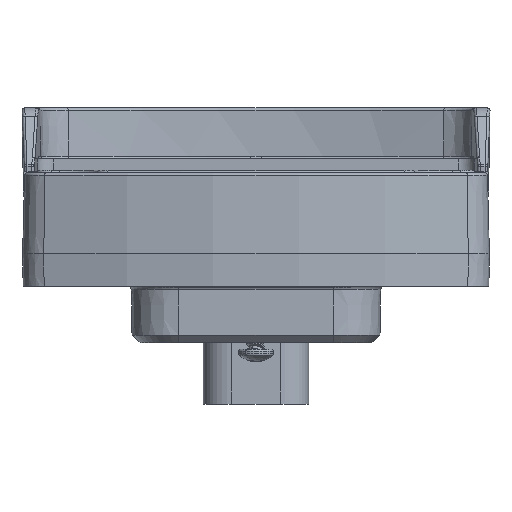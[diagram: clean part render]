
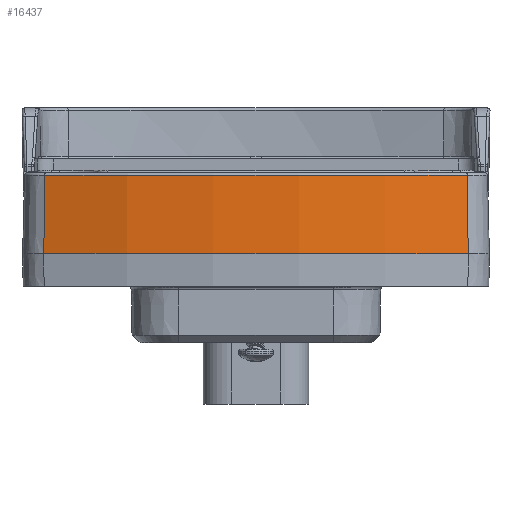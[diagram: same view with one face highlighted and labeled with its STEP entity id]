
A CAD part, front view. The second image highlights one B-rep face of the part: STEP entity #16437.
In plain terms, the highlighted conical face has half-angle 1.5 degrees and reference radius 123.825 mm.
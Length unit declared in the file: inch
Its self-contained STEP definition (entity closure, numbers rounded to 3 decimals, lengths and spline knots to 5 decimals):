
#896 = CARTESIAN_POINT ( 'NONE',  ( 0., 3.3175, 0. ) ) ;
#901 = EDGE_LOOP ( 'NONE', ( #36139, #2038, #17590, #16532 ) ) ;
#2038 = ORIENTED_EDGE ( 'NONE', *, *, #19985, .T. ) ;
#3325 = LINE ( 'NONE', #15422, #31686 ) ;
#3892 = CARTESIAN_POINT ( 'NONE',  ( -1.64959, -1.26992, 0. ) ) ;
#4436 = CARTESIAN_POINT ( 'NONE',  ( 0., 3.3175, 0.61052 ) ) ;
#7560 = AXIS2_PLACEMENT_3D ( 'NONE', #4436, #16549, #28581 ) ;
#9490 = CARTESIAN_POINT ( 'NONE',  ( 1.64959, -1.26992, 0. ) ) ;
#9924 = LINE ( 'NONE', #21945, #10220 ) ;
#10220 = VECTOR ( 'NONE', #34060, 39.37008 ) ;
#10412 = DIRECTION ( 'NONE',  ( 0., 0., -1. ) ) ;
#11420 = EDGE_CURVE ( 'Defeatured_0_58+Defeatured_0_57+Defeatured_0_77+Defeatured_0_19', #31127, #32027, #3325, .T. ) ;
#12625 = CIRCLE ( 'NONE', #7560, 4.85901 ) ;
#13003 = DIRECTION ( 'NONE',  ( 0., 0., -1. ) ) ;
#15391 = AXIS2_PLACEMENT_3D ( 'NONE', #896, #13003, #25043 ) ;
#15422 = CARTESIAN_POINT ( 'NONE',  ( -1.64959, -1.26992, 0. ) ) ;
#15984 = CARTESIAN_POINT ( 'NONE',  ( -1.64418, -1.25488, 0.61052 ) ) ;
#16437 = ADVANCED_FACE ( 'Defeatured_0_58', ( #28008 ), #37594, .T. ) ;
#16482 = AXIS2_PLACEMENT_3D ( 'NONE', #37570, #10412, #22423 ) ;
#16532 = ORIENTED_EDGE ( 'NONE', *, *, #26612, .F. ) ;
#16549 = DIRECTION ( 'NONE',  ( 0., 0., -1. ) ) ;
#17590 = ORIENTED_EDGE ( 'NONE', *, *, #11420, .T. ) ;
#19985 = EDGE_CURVE ( 'Defeatured_0_58+Defeatured_0_77+Defeatured_0_59+Defeatured_0_57', #25318, #31127, #12625, .T. ) ;
#21945 = CARTESIAN_POINT ( 'NONE',  ( 1.64959, -1.26992, 0. ) ) ;
#22423 = DIRECTION ( 'NONE',  ( -1., 0., 0. ) ) ;
#25043 = DIRECTION ( 'NONE',  ( -1., 0., 0. ) ) ;
#25318 = VERTEX_POINT ( 'NONE', #37211 ) ;
#26612 = EDGE_CURVE ( 'Defeatured_0_19+Defeatured_0_58+Defeatured_0_18+Defeatured_0_20', #36306, #32027, #33494, .T. ) ;
#27463 = DIRECTION ( 'NONE',  ( -0.009, -0.025, -1. ) ) ;
#28008 = FACE_OUTER_BOUND ( 'NONE', #901, .T. ) ;
#28581 = DIRECTION ( 'NONE',  ( -1., 0., 0. ) ) ;
#31127 = VERTEX_POINT ( 'NONE', #15984 ) ;
#31686 = VECTOR ( 'NONE', #27463, 39.37008 ) ;
#32027 = VERTEX_POINT ( 'NONE', #3892 ) ;
#33494 = CIRCLE ( 'NONE', #16482, 4.875 ) ;
#34060 = DIRECTION ( 'NONE',  ( 0.009, -0.025, -1. ) ) ;
#34469 = EDGE_CURVE ( 'Defeatured_0_59+Defeatured_0_58+Defeatured_0_76+Defeatured_0_18', #25318, #36306, #9924, .T. ) ;
#36139 = ORIENTED_EDGE ( 'NONE', *, *, #34469, .F. ) ;
#36306 = VERTEX_POINT ( 'NONE', #9490 ) ;
#37211 = CARTESIAN_POINT ( 'NONE',  ( 1.64418, -1.25488, 0.61052 ) ) ;
#37570 = CARTESIAN_POINT ( 'NONE',  ( 0., 3.3175, 0. ) ) ;
#37594 = CONICAL_SURFACE ( 'NONE', #15391, 4.875, 0.026 ) ;
